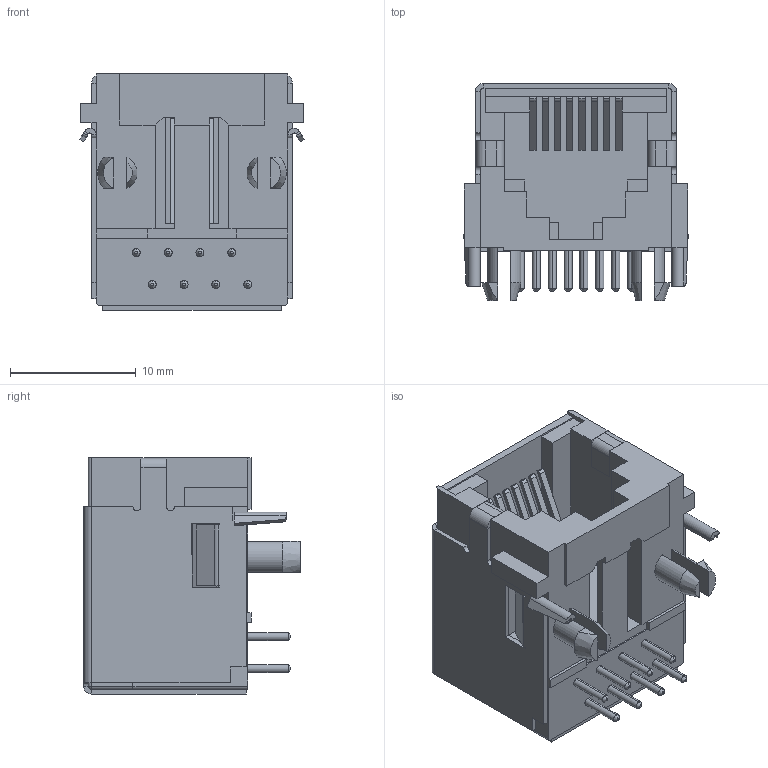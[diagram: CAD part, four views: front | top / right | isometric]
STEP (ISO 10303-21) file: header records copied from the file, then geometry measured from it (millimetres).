
FILE_DESCRIPTION (( 'STEP AP214' ), '1' );
FILE_NAME ('RJ45-8Z4.STEP', '2020-04-21T07:06:40', ( '' ), ( '' ), 'SwSTEP 2.0', 'SolidWorks 2017', '' );
FILE_SCHEMA (( 'AUTOMOTIVE_DESIGN' ));
Length unit declared in the file: inch
Products named in the file (1): RJ45-8Z4
Bounding box: 17.87 x 17.27 x 18.8 mm (x, y, z)
Volume: 2622.5 mm3; surface area: 4411.9 mm2
Topology: 19 solids, 19 shells, 391 faces, 929 edges, 576 vertices
Faces by surface type: plane 290, cylinder 79, cone 20, sphere 2
Entity records: 11311 total; most frequent: CARTESIAN_POINT 1935, DIRECTION 1883, ORIENTED_EDGE 1854, EDGE_CURVE 927, VECTOR 739, LINE 739, VERTEX_POINT 576, AXIS2_PLACEMENT_3D 572
